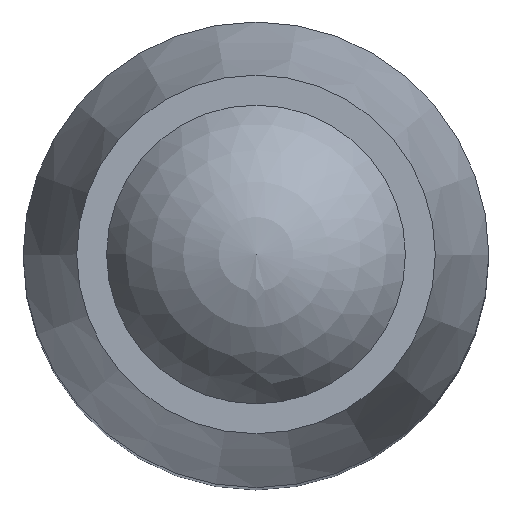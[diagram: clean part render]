
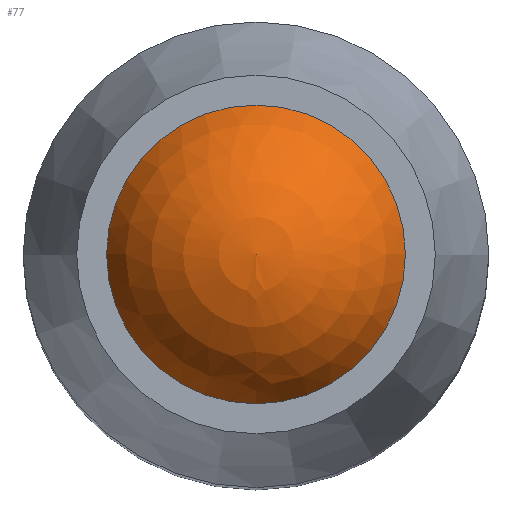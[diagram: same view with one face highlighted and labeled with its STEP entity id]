
A CAD part, top view. The second image highlights one B-rep face of the part: STEP entity #77.
In plain terms, the highlighted spherical face has radius 3.5 mm.
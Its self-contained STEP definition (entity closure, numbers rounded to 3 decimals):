
#77 = ADVANCED_FACE( '', ( #154, #155 ), #156, .T. );
#154 = FACE_BOUND( '', #225, .T. );
#155 = FACE_OUTER_BOUND( '', #226, .T. );
#156 = SPHERICAL_SURFACE( '', #227, 3.5 );
#225 = VERTEX_LOOP( '', #370 );
#226 = EDGE_LOOP( '', ( #371 ) );
#227 = AXIS2_PLACEMENT_3D( '', #372, #373, #374 );
#370 = VERTEX_POINT( '', #435 );
#371 = ORIENTED_EDGE( '', *, *, #432, .T. );
#372 = CARTESIAN_POINT( '', ( 0., 0., 32.5 ) );
#373 = DIRECTION( '', ( 0., 0., 1. ) );
#374 = DIRECTION( '', ( 0., -1., 0. ) );
#432 = EDGE_CURVE( '', #509, #509, #510, .T. );
#435 = CARTESIAN_POINT( '', ( 0., 0., 36. ) );
#509 = VERTEX_POINT( '', #610 );
#510 = CIRCLE( '', #611, 3.208 );
#610 = CARTESIAN_POINT( '', ( 3.208, 0., 33.9 ) );
#611 = AXIS2_PLACEMENT_3D( '', #669, #670, #671 );
#669 = CARTESIAN_POINT( '', ( 0., 0., 33.9 ) );
#670 = DIRECTION( '', ( 0., 0., 1. ) );
#671 = DIRECTION( '', ( 1., 0., 0. ) );
